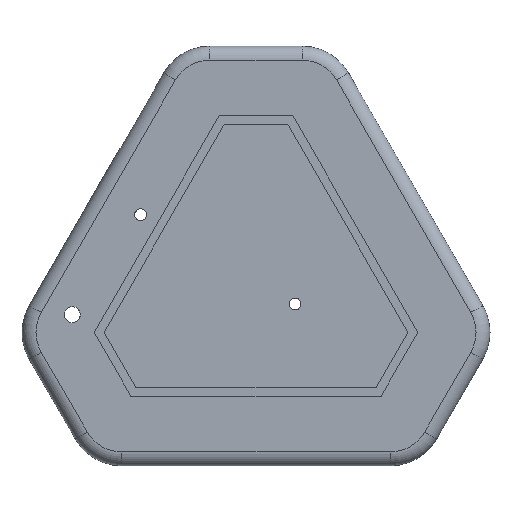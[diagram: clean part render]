
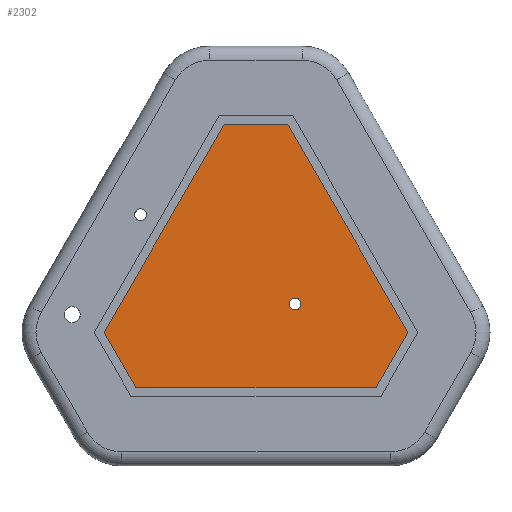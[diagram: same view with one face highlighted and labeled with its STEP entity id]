
A CAD part, front view. The second image highlights one B-rep face of the part: STEP entity #2302.
In plain terms, the highlighted planar face has unit normal (0, -1, 0).
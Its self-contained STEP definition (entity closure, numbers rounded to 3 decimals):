
#3 = LINE ( 'NONE', #2628, #3476 ) ;
#99 = VECTOR ( 'NONE', #336, 1000. ) ;
#132 = CARTESIAN_POINT ( 'NONE',  ( -20.59, 0., 20.811 ) ) ;
#142 = CARTESIAN_POINT ( 'NONE',  ( -3.442, 0., 1.406 ) ) ;
#286 = CIRCLE ( 'NONE', #911, 0.55 ) ;
#301 = ORIENTED_EDGE ( 'NONE', *, *, #3667, .T. ) ;
#336 = DIRECTION ( 'NONE',  ( 1., 0., 0. ) ) ;
#371 = LINE ( 'NONE', #2182, #2094 ) ;
#398 = FACE_OUTER_BOUND ( 'NONE', #2073, .T. ) ;
#438 = EDGE_CURVE ( 'NONE', #1883, #2185, #2118, .T. ) ;
#501 = LINE ( 'NONE', #849, #580 ) ;
#536 = CARTESIAN_POINT ( 'NONE',  ( -13.972, 0., 4.053 ) ) ;
#580 = VECTOR ( 'NONE', #781, 1000. ) ;
#631 = CARTESIAN_POINT ( 'NONE',  ( -31.793, 0., 1.406 ) ) ;
#636 = VERTEX_POINT ( 'NONE', #1062 ) ;
#683 = EDGE_CURVE ( 'NONE', #813, #636, #286, .T. ) ;
#724 = DIRECTION ( 'NONE',  ( -0.5, 0., -0.866 ) ) ;
#781 = DIRECTION ( 'NONE',  ( 0.5, 0., -0.866 ) ) ;
#813 = VERTEX_POINT ( 'NONE', #832 ) ;
#823 = CARTESIAN_POINT ( 'NONE',  ( -3.442, 0., 1.406 ) ) ;
#832 = CARTESIAN_POINT ( 'NONE',  ( -13.972, 0., 4.603 ) ) ;
#849 = CARTESIAN_POINT ( 'NONE',  ( -31.793, 0., 1.406 ) ) ;
#860 = CARTESIAN_POINT ( 'NONE',  ( -6.414, 0., -3.742 ) ) ;
#911 = AXIS2_PLACEMENT_3D ( 'NONE', #2437, #2101, #1826 ) ;
#918 = ORIENTED_EDGE ( 'NONE', *, *, #1808, .T. ) ;
#931 = VECTOR ( 'NONE', #1753, 1000. ) ;
#964 = CIRCLE ( 'NONE', #1270, 0.55 ) ;
#1062 = CARTESIAN_POINT ( 'NONE',  ( -13.972, 0., 3.503 ) ) ;
#1069 = PLANE ( 'NONE',  #1303 ) ;
#1119 = ORIENTED_EDGE ( 'NONE', *, *, #3617, .T. ) ;
#1207 = DIRECTION ( 'NONE',  ( 0.5, 0., 0.866 ) ) ;
#1219 = EDGE_CURVE ( 'NONE', #1779, #1594, #3097, .T. ) ;
#1270 = AXIS2_PLACEMENT_3D ( 'NONE', #536, #2879, #1718 ) ;
#1303 = AXIS2_PLACEMENT_3D ( 'NONE', #2764, #2789, #2807 ) ;
#1521 = ORIENTED_EDGE ( 'NONE', *, *, #1876, .T. ) ;
#1594 = VERTEX_POINT ( 'NONE', #2600 ) ;
#1718 = DIRECTION ( 'NONE',  ( 0., 0., 1. ) ) ;
#1753 = DIRECTION ( 'NONE',  ( -1., 0., 0. ) ) ;
#1779 = VERTEX_POINT ( 'NONE', #823 ) ;
#1793 = DIRECTION ( 'NONE',  ( -0.5, 0., 0.866 ) ) ;
#1795 = CARTESIAN_POINT ( 'NONE',  ( -14.645, 0., 20.811 ) ) ;
#1808 = EDGE_CURVE ( 'NONE', #1594, #3075, #3794, .T. ) ;
#1826 = DIRECTION ( 'NONE',  ( 0., 0., 1. ) ) ;
#1844 = EDGE_LOOP ( 'NONE', ( #301, #2966 ) ) ;
#1876 = EDGE_CURVE ( 'NONE', #2185, #1779, #3, .T. ) ;
#1883 = VERTEX_POINT ( 'NONE', #2032 ) ;
#1913 = VERTEX_POINT ( 'NONE', #631 ) ;
#1951 = EDGE_CURVE ( 'NONE', #3075, #1913, #371, .T. ) ;
#2032 = CARTESIAN_POINT ( 'NONE',  ( -28.821, 0., -3.742 ) ) ;
#2073 = EDGE_LOOP ( 'NONE', ( #918, #3624, #1119, #2633, #1521, #2411 ) ) ;
#2094 = VECTOR ( 'NONE', #724, 1000. ) ;
#2101 = DIRECTION ( 'NONE',  ( 0., 1., 0. ) ) ;
#2118 = LINE ( 'NONE', #2638, #99 ) ;
#2182 = CARTESIAN_POINT ( 'NONE',  ( -20.59, 0., 20.811 ) ) ;
#2185 = VERTEX_POINT ( 'NONE', #860 ) ;
#2302 = ADVANCED_FACE ( 'NONE', ( #3726, #398 ), #1069, .F. ) ;
#2411 = ORIENTED_EDGE ( 'NONE', *, *, #1219, .T. ) ;
#2437 = CARTESIAN_POINT ( 'NONE',  ( -13.972, 0., 4.053 ) ) ;
#2600 = CARTESIAN_POINT ( 'NONE',  ( -14.645, 0., 20.811 ) ) ;
#2628 = CARTESIAN_POINT ( 'NONE',  ( -6.414, 0., -3.742 ) ) ;
#2633 = ORIENTED_EDGE ( 'NONE', *, *, #438, .T. ) ;
#2638 = CARTESIAN_POINT ( 'NONE',  ( -28.821, 0., -3.742 ) ) ;
#2764 = CARTESIAN_POINT ( 'NONE',  ( -21.918, 0., 23.111 ) ) ;
#2789 = DIRECTION ( 'NONE',  ( 0., 1., 0. ) ) ;
#2807 = DIRECTION ( 'NONE',  ( 0., 0., 1. ) ) ;
#2879 = DIRECTION ( 'NONE',  ( 0., 1., 0. ) ) ;
#2966 = ORIENTED_EDGE ( 'NONE', *, *, #683, .T. ) ;
#3075 = VERTEX_POINT ( 'NONE', #132 ) ;
#3097 = LINE ( 'NONE', #142, #3400 ) ;
#3400 = VECTOR ( 'NONE', #1793, 1000. ) ;
#3476 = VECTOR ( 'NONE', #1207, 1000. ) ;
#3617 = EDGE_CURVE ( 'NONE', #1913, #1883, #501, .T. ) ;
#3624 = ORIENTED_EDGE ( 'NONE', *, *, #1951, .T. ) ;
#3667 = EDGE_CURVE ( 'NONE', #636, #813, #964, .T. ) ;
#3726 = FACE_BOUND ( 'NONE', #1844, .T. ) ;
#3794 = LINE ( 'NONE', #1795, #931 ) ;
